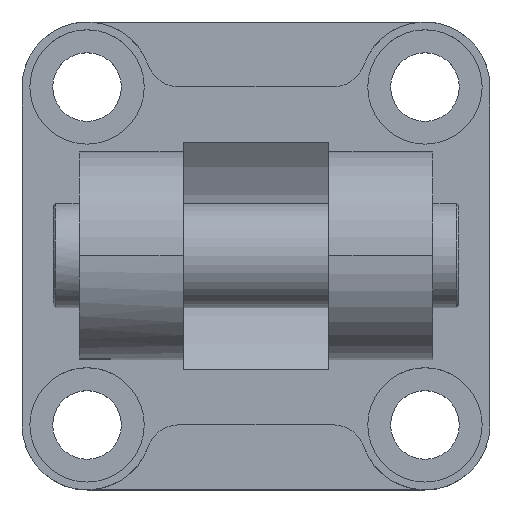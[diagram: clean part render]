
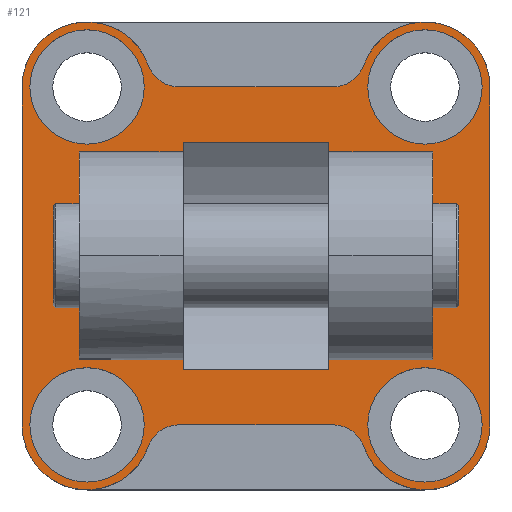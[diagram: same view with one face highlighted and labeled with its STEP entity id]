
A CAD part, top view. The second image highlights one B-rep face of the part: STEP entity #121.
In plain terms, the highlighted planar face has unit normal (0, 0, 1).
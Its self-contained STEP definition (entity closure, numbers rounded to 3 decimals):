
#121=ADVANCED_FACE('',(#281,#282,#283,#284,#285,#286),#287,.T.);
#281=FACE_BOUND('',#452,.T.);
#282=FACE_BOUND('',#453,.T.);
#283=FACE_BOUND('',#454,.T.);
#284=FACE_BOUND('',#455,.T.);
#285=FACE_BOUND('',#456,.T.);
#286=FACE_OUTER_BOUND('',#457,.T.);
#287=PLANE('',#458);
#452=EDGE_LOOP('',(#1041,#1042,#1043,#1044,#1045,#1046,#1047,#1048,#1049,#1050,#1051,#1052));
#453=EDGE_LOOP('',(#1053,#1054));
#454=EDGE_LOOP('',(#1055,#1056));
#455=EDGE_LOOP('',(#1057,#1058));
#456=EDGE_LOOP('',(#1059,#1060));
#457=EDGE_LOOP('',(#1061,#1062,#1063,#1064,#1065,#1066,#1067,#1068,#1069,#1070,#1071,#1072));
#458=AXIS2_PLACEMENT_3D('',#1073,#1074,#1075);
#1041=ORIENTED_EDGE('',*,*,#1217,.T.);
#1042=ORIENTED_EDGE('',*,*,#1228,.T.);
#1043=ORIENTED_EDGE('',*,*,#1230,.T.);
#1044=ORIENTED_EDGE('',*,*,#1231,.T.);
#1045=ORIENTED_EDGE('',*,*,#1212,.T.);
#1046=ORIENTED_EDGE('',*,*,#1187,.T.);
#1047=ORIENTED_EDGE('',*,*,#1223,.T.);
#1048=ORIENTED_EDGE('',*,*,#1232,.T.);
#1049=ORIENTED_EDGE('',*,*,#1131,.T.);
#1050=ORIENTED_EDGE('',*,*,#1226,.T.);
#1051=ORIENTED_EDGE('',*,*,#1220,.T.);
#1052=ORIENTED_EDGE('',*,*,#1197,.T.);
#1053=ORIENTED_EDGE('',*,*,#1126,.T.);
#1054=ORIENTED_EDGE('',*,*,#1235,.T.);
#1055=ORIENTED_EDGE('',*,*,#1118,.T.);
#1056=ORIENTED_EDGE('',*,*,#1239,.T.);
#1057=ORIENTED_EDGE('',*,*,#1110,.T.);
#1058=ORIENTED_EDGE('',*,*,#1243,.T.);
#1059=ORIENTED_EDGE('',*,*,#1102,.T.);
#1060=ORIENTED_EDGE('',*,*,#1247,.T.);
#1061=ORIENTED_EDGE('',*,*,#1283,.F.);
#1062=ORIENTED_EDGE('',*,*,#1286,.F.);
#1063=ORIENTED_EDGE('',*,*,#1296,.F.);
#1064=ORIENTED_EDGE('',*,*,#1292,.F.);
#1065=ORIENTED_EDGE('',*,*,#1290,.F.);
#1066=ORIENTED_EDGE('',*,*,#1288,.F.);
#1067=ORIENTED_EDGE('',*,*,#1268,.F.);
#1068=ORIENTED_EDGE('',*,*,#1272,.F.);
#1069=ORIENTED_EDGE('',*,*,#1275,.F.);
#1070=ORIENTED_EDGE('',*,*,#1281,.F.);
#1071=ORIENTED_EDGE('',*,*,#1287,.F.);
#1072=ORIENTED_EDGE('',*,*,#1277,.F.);
#1073=CARTESIAN_POINT('',(0.,0.,9.0));
#1074=DIRECTION('',(0.0,0.0,1.0));
#1075=DIRECTION('',(1.0,0.0,0.0));
#1102=EDGE_CURVE('',#1308,#1305,#1309,.T.);
#1110=EDGE_CURVE('',#1324,#1321,#1325,.T.);
#1118=EDGE_CURVE('',#1340,#1337,#1341,.T.);
#1126=EDGE_CURVE('',#1356,#1353,#1357,.T.);
#1131=EDGE_CURVE('',#1366,#1364,#1367,.T.);
#1187=EDGE_CURVE('',#1466,#1464,#1467,.T.);
#1197=EDGE_CURVE('',#1483,#1481,#1484,.T.);
#1212=EDGE_CURVE('',#1505,#1466,#1506,.T.);
#1217=EDGE_CURVE('',#1481,#1510,#1512,.T.);
#1220=EDGE_CURVE('',#1516,#1483,#1517,.T.);
#1223=EDGE_CURVE('',#1464,#1519,#1521,.T.);
#1226=EDGE_CURVE('',#1364,#1516,#1524,.T.);
#1228=EDGE_CURVE('',#1510,#1525,#1527,.T.);
#1230=EDGE_CURVE('',#1525,#1528,#1530,.T.);
#1231=EDGE_CURVE('',#1528,#1505,#1531,.T.);
#1232=EDGE_CURVE('',#1519,#1366,#1532,.T.);
#1235=EDGE_CURVE('',#1353,#1356,#1535,.T.);
#1239=EDGE_CURVE('',#1337,#1340,#1539,.T.);
#1243=EDGE_CURVE('',#1321,#1324,#1543,.T.);
#1247=EDGE_CURVE('',#1305,#1308,#1547,.T.);
#1268=EDGE_CURVE('',#1583,#1585,#1586,.T.);
#1272=EDGE_CURVE('',#1590,#1583,#1592,.T.);
#1275=EDGE_CURVE('',#1595,#1590,#1597,.T.);
#1277=EDGE_CURVE('',#1598,#1600,#1601,.T.);
#1281=EDGE_CURVE('',#1604,#1595,#1606,.T.);
#1283=EDGE_CURVE('',#1607,#1598,#1609,.T.);
#1286=EDGE_CURVE('',#1612,#1607,#1614,.T.);
#1287=EDGE_CURVE('',#1600,#1604,#1615,.T.);
#1288=EDGE_CURVE('',#1585,#1616,#1617,.T.);
#1290=EDGE_CURVE('',#1616,#1619,#1620,.T.);
#1292=EDGE_CURVE('',#1619,#1622,#1623,.T.);
#1296=EDGE_CURVE('',#1622,#1612,#1628,.T.);
#1305=VERTEX_POINT('',#1639);
#1308=VERTEX_POINT('',#1643);
#1309=CIRCLE('',#1644,5.5);
#1321=VERTEX_POINT('',#1659);
#1324=VERTEX_POINT('',#1663);
#1325=CIRCLE('',#1664,5.5);
#1337=VERTEX_POINT('',#1679);
#1340=VERTEX_POINT('',#1683);
#1341=CIRCLE('',#1684,5.5);
#1353=VERTEX_POINT('',#1699);
#1356=VERTEX_POINT('',#1703);
#1357=CIRCLE('',#1704,5.5);
#1364=VERTEX_POINT('',#1713);
#1366=VERTEX_POINT('',#1715);
#1367=LINE('',#1716,#1717);
#1464=VERTEX_POINT('',#1837);
#1466=VERTEX_POINT('',#1840);
#1467=LINE('',#1841,#1842);
#1481=VERTEX_POINT('',#1863);
#1483=VERTEX_POINT('',#1866);
#1484=LINE('',#1867,#1868);
#1505=VERTEX_POINT('',#1897);
#1506=LINE('',#1898,#1899);
#1510=VERTEX_POINT('',#1905);
#1512=LINE('',#1908,#1909);
#1516=VERTEX_POINT('',#1914);
#1517=LINE('',#1915,#1916);
#1519=VERTEX_POINT('',#1919);
#1521=LINE('',#1922,#1923);
#1524=LINE('',#1926,#1927);
#1525=VERTEX_POINT('',#1928);
#1527=LINE('',#1930,#1931);
#1528=VERTEX_POINT('',#1932);
#1530=LINE('',#1934,#1935);
#1531=LINE('',#1936,#1937);
#1532=LINE('',#1938,#1939);
#1535=CIRCLE('',#1942,5.5);
#1539=CIRCLE('',#1946,5.5);
#1543=CIRCLE('',#1950,5.5);
#1547=CIRCLE('',#1954,5.5);
#1583=VERTEX_POINT('',#2000);
#1585=VERTEX_POINT('',#2003);
#1586=CIRCLE('',#2004,3.125);
#1590=VERTEX_POINT('',#2009);
#1592=CIRCLE('',#2012,6.25);
#1595=VERTEX_POINT('',#2016);
#1597=LINE('',#2019,#2020);
#1598=VERTEX_POINT('',#2021);
#1600=VERTEX_POINT('',#2024);
#1601=LINE('',#2025,#2026);
#1604=VERTEX_POINT('',#2030);
#1606=CIRCLE('',#2033,6.25);
#1607=VERTEX_POINT('',#2034);
#1609=CIRCLE('',#2037,3.125);
#1612=VERTEX_POINT('',#2040);
#1614=CIRCLE('',#2043,6.25);
#1615=CIRCLE('',#2044,3.125);
#1616=VERTEX_POINT('',#2045);
#1617=LINE('',#2046,#2047);
#1619=VERTEX_POINT('',#2050);
#1620=CIRCLE('',#2051,3.125);
#1622=VERTEX_POINT('',#2054);
#1623=CIRCLE('',#2055,6.25);
#1628=LINE('',#2062,#2063);
#1639=CARTESIAN_POINT('',(-10.75,-16.25,9.0));
#1643=CARTESIAN_POINT('',(-21.75,-16.25,9.0));
#1644=AXIS2_PLACEMENT_3D('',#2073,#2074,#2075);
#1659=CARTESIAN_POINT('',(-10.75,16.25,9.0));
#1663=CARTESIAN_POINT('',(-21.75,16.25,9.0));
#1664=AXIS2_PLACEMENT_3D('',#2089,#2090,#2091);
#1679=CARTESIAN_POINT('',(21.75,-16.25,9.0));
#1683=CARTESIAN_POINT('',(10.75,-16.25,9.0));
#1684=AXIS2_PLACEMENT_3D('',#2105,#2106,#2107);
#1699=CARTESIAN_POINT('',(21.75,16.25,9.0));
#1703=CARTESIAN_POINT('',(10.75,16.25,9.0));
#1704=AXIS2_PLACEMENT_3D('',#2121,#2122,#2123);
#1713=CARTESIAN_POINT('',(7.0,10.939,9.0));
#1715=CARTESIAN_POINT('',(-7.0,10.939,9.0));
#1716=CARTESIAN_POINT('',(0.0,10.939,9.0));
#1717=VECTOR('',#2132,1.0);
#1837=CARTESIAN_POINT('',(-17.0,10.0,9.0));
#1840=CARTESIAN_POINT('',(-17.0,-10.0,9.0));
#1841=CARTESIAN_POINT('',(-17.0,0.0,9.0));
#1842=VECTOR('',#2250,1.0);
#1863=CARTESIAN_POINT('',(17.0,-10.0,9.0));
#1866=CARTESIAN_POINT('',(17.0,10.0,9.0));
#1867=CARTESIAN_POINT('',(17.0,0.,9.0));
#1868=VECTOR('',#2262,1.0);
#1897=CARTESIAN_POINT('',(-7.0,-10.0,9.0));
#1898=CARTESIAN_POINT('',(-3.5,-10.0,9.0));
#1899=VECTOR('',#2289,1.0);
#1905=CARTESIAN_POINT('',(7.0,-10.0,9.0));
#1908=CARTESIAN_POINT('',(3.5,-10.0,9.0));
#1909=VECTOR('',#2296,1.0);
#1914=CARTESIAN_POINT('',(7.0,10.0,9.0));
#1915=CARTESIAN_POINT('',(3.5,10.0,9.0));
#1916=VECTOR('',#2301,1.0);
#1919=CARTESIAN_POINT('',(-7.0,10.0,9.0));
#1922=CARTESIAN_POINT('',(-3.5,10.0,9.0));
#1923=VECTOR('',#2304,1.0);
#1926=CARTESIAN_POINT('',(7.0,0.,9.0));
#1927=VECTOR('',#2311,1.0);
#1928=CARTESIAN_POINT('',(7.0,-10.939,9.0));
#1930=CARTESIAN_POINT('',(7.0,0.,9.0));
#1931=VECTOR('',#2315,1.0);
#1932=CARTESIAN_POINT('',(-7.0,-10.939,9.0));
#1934=CARTESIAN_POINT('',(0.0,-10.939,9.0));
#1935=VECTOR('',#2319,1.0);
#1936=CARTESIAN_POINT('',(-7.0,0.,9.0));
#1937=VECTOR('',#2320,1.0);
#1938=CARTESIAN_POINT('',(-7.0,0.,9.0));
#1939=VECTOR('',#2321,1.0);
#1942=AXIS2_PLACEMENT_3D('',#2328,#2329,#2330);
#1946=AXIS2_PLACEMENT_3D('',#2340,#2341,#2342);
#1950=AXIS2_PLACEMENT_3D('',#2352,#2353,#2354);
#1954=AXIS2_PLACEMENT_3D('',#2364,#2365,#2366);
#2000=CARTESIAN_POINT('',(10.357,-18.333,9.0));
#2003=CARTESIAN_POINT('',(7.411,-16.25,9.0));
#2004=AXIS2_PLACEMENT_3D('',#2405,#2406,#2407);
#2009=CARTESIAN_POINT('',(22.5,-16.25,9.0));
#2012=AXIS2_PLACEMENT_3D('',#2413,#2414,#2415);
#2016=CARTESIAN_POINT('',(22.5,16.25,9.0));
#2019=CARTESIAN_POINT('',(22.5,16.25,9.0));
#2020=VECTOR('',#2418,1.0);
#2021=CARTESIAN_POINT('',(-7.411,16.25,9.0));
#2024=CARTESIAN_POINT('',(7.411,16.25,9.0));
#2025=CARTESIAN_POINT('',(-7.411,16.25,9.0));
#2026=VECTOR('',#2420,1.0);
#2030=CARTESIAN_POINT('',(10.357,18.333,9.0));
#2033=AXIS2_PLACEMENT_3D('',#2426,#2427,#2428);
#2034=CARTESIAN_POINT('',(-10.357,18.333,9.0));
#2037=AXIS2_PLACEMENT_3D('',#2430,#2431,#2432);
#2040=CARTESIAN_POINT('',(-22.5,16.25,9.0));
#2043=AXIS2_PLACEMENT_3D('',#2437,#2438,#2439);
#2044=AXIS2_PLACEMENT_3D('',#2440,#2441,#2442);
#2045=CARTESIAN_POINT('',(-7.411,-16.25,9.0));
#2046=CARTESIAN_POINT('',(7.411,-16.25,9.0));
#2047=VECTOR('',#2443,1.0);
#2050=CARTESIAN_POINT('',(-10.357,-18.333,9.0));
#2051=AXIS2_PLACEMENT_3D('',#2445,#2446,#2447);
#2054=CARTESIAN_POINT('',(-22.5,-16.25,9.0));
#2055=AXIS2_PLACEMENT_3D('',#2449,#2450,#2451);
#2062=CARTESIAN_POINT('',(-22.5,-16.25,9.0));
#2063=VECTOR('',#2457,1.0);
#2073=CARTESIAN_POINT('',(-16.25,-16.25,9.0));
#2074=DIRECTION('',(0.0,0.0,-1.0));
#2075=DIRECTION('',(1.0,0.0,0.0));
#2089=CARTESIAN_POINT('',(-16.25,16.25,9.0));
#2090=DIRECTION('',(0.0,0.0,-1.0));
#2091=DIRECTION('',(1.0,0.0,0.0));
#2105=CARTESIAN_POINT('',(16.25,-16.25,9.0));
#2106=DIRECTION('',(0.0,0.0,-1.0));
#2107=DIRECTION('',(1.0,0.0,0.0));
#2121=CARTESIAN_POINT('',(16.25,16.25,9.0));
#2122=DIRECTION('',(0.0,0.0,-1.0));
#2123=DIRECTION('',(1.0,0.0,0.0));
#2132=DIRECTION('',(1.0,-0.0,-0.0));
#2250=DIRECTION('',(0.0,1.0,-0.0));
#2262=DIRECTION('',(0.,-1.0,0.0));
#2289=DIRECTION('',(-1.0,0.0,0.0));
#2296=DIRECTION('',(-1.0,0.,0.0));
#2301=DIRECTION('',(1.0,0.,0.0));
#2304=DIRECTION('',(1.0,0.0,0.0));
#2311=DIRECTION('',(0.0,-1.0,0.0));
#2315=DIRECTION('',(0.0,-1.0,0.0));
#2319=DIRECTION('',(-1.0,0.0,0.0));
#2320=DIRECTION('',(0.0,1.0,-0.0));
#2321=DIRECTION('',(0.0,1.0,-0.0));
#2328=CARTESIAN_POINT('',(16.25,16.25,9.0));
#2329=DIRECTION('',(0.0,0.0,-1.0));
#2330=DIRECTION('',(1.0,0.0,0.0));
#2340=CARTESIAN_POINT('',(16.25,-16.25,9.0));
#2341=DIRECTION('',(0.0,0.0,-1.0));
#2342=DIRECTION('',(1.0,0.0,0.0));
#2352=CARTESIAN_POINT('',(-16.25,16.25,9.0));
#2353=DIRECTION('',(0.0,0.0,-1.0));
#2354=DIRECTION('',(1.0,0.0,0.0));
#2364=CARTESIAN_POINT('',(-16.25,-16.25,9.0));
#2365=DIRECTION('',(0.0,0.0,-1.0));
#2366=DIRECTION('',(1.0,0.0,0.0));
#2405=CARTESIAN_POINT('',(7.411,-19.375,9.0));
#2406=DIRECTION('',(0.0,0.0,1.0));
#2407=DIRECTION('',(1.0,0.0,0.0));
#2413=CARTESIAN_POINT('',(16.25,-16.25,9.0));
#2414=DIRECTION('',(0.0,0.0,-1.0));
#2415=DIRECTION('',(1.0,0.0,0.0));
#2418=DIRECTION('',(0.0,-1.0,0.0));
#2420=DIRECTION('',(1.0,0.0,0.0));
#2426=CARTESIAN_POINT('',(16.25,16.25,9.0));
#2427=DIRECTION('',(0.0,0.0,-1.0));
#2428=DIRECTION('',(1.0,0.0,0.0));
#2430=CARTESIAN_POINT('',(-7.411,19.375,9.0));
#2431=DIRECTION('',(0.0,0.0,1.0));
#2432=DIRECTION('',(1.0,0.0,0.0));
#2437=CARTESIAN_POINT('',(-16.25,16.25,9.0));
#2438=DIRECTION('',(0.0,0.0,-1.0));
#2439=DIRECTION('',(1.0,0.0,0.0));
#2440=CARTESIAN_POINT('',(7.411,19.375,9.0));
#2441=DIRECTION('',(0.0,0.0,1.0));
#2442=DIRECTION('',(1.0,0.0,0.0));
#2443=DIRECTION('',(-1.0,0.0,0.0));
#2445=CARTESIAN_POINT('',(-7.411,-19.375,9.0));
#2446=DIRECTION('',(0.0,0.0,1.0));
#2447=DIRECTION('',(1.0,0.0,0.0));
#2449=CARTESIAN_POINT('',(-16.25,-16.25,9.0));
#2450=DIRECTION('',(0.0,0.0,-1.0));
#2451=DIRECTION('',(1.0,0.0,0.0));
#2457=DIRECTION('',(0.0,1.0,0.0));
